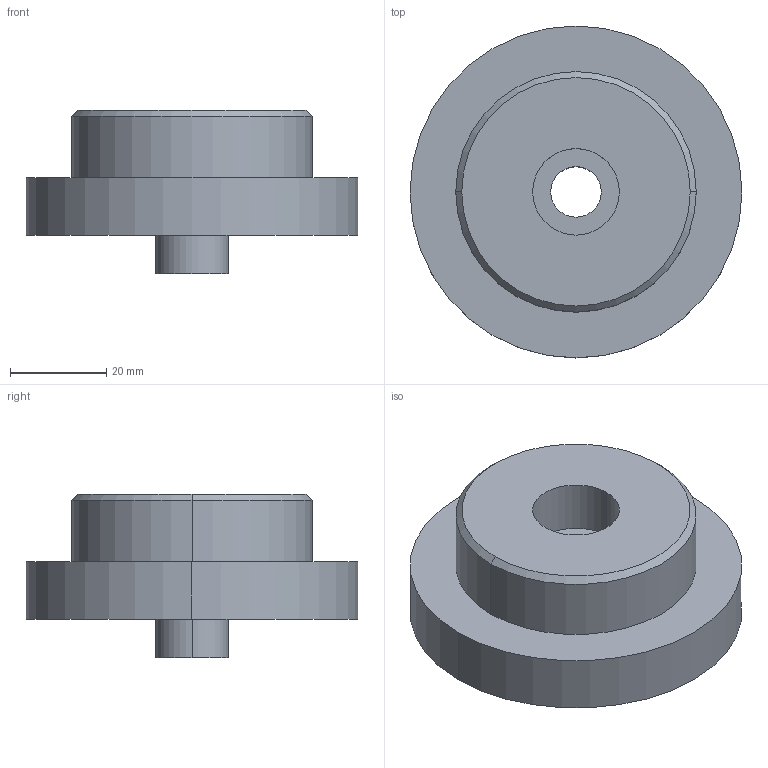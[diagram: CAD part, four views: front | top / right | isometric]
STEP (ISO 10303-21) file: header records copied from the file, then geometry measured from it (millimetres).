
FILE_DESCRIPTION(('STEP AP214'),'1');
FILE_NAME(' ',' ',('TraceParts'),('TraceParts S.A.'),'XStep 1.0',' ',' ');
FILE_SCHEMA(('automotive_design'));
Length unit declared in the file: millimetre
Products named in the file (1): 1
Bounding box: 69 x 69 x 34 mm (x, y, z)
Volume: 68862.6 mm3; surface area: 13746.4 mm2
Topology: 1 solids, 1 shells, 17 faces, 34 edges, 22 vertices
Faces by surface type: cylinder 10, plane 5, cone 2
Entity records: 898 total; most frequent: DIRECTION 92, STYLED_ITEM 74, PRESENTATION_STYLE_ASSIGNMENT 74, CARTESIAN_POINT 74, COLOUR_RGB 74, ORIENTED_EDGE 68, AXIS2_PLACEMENT_3D 40, EDGE_CURVE 34
